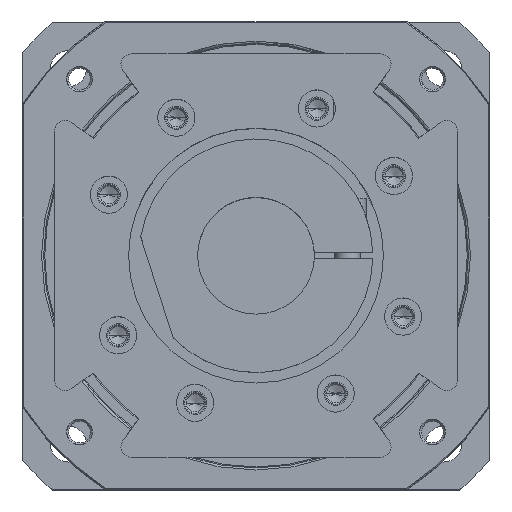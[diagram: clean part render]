
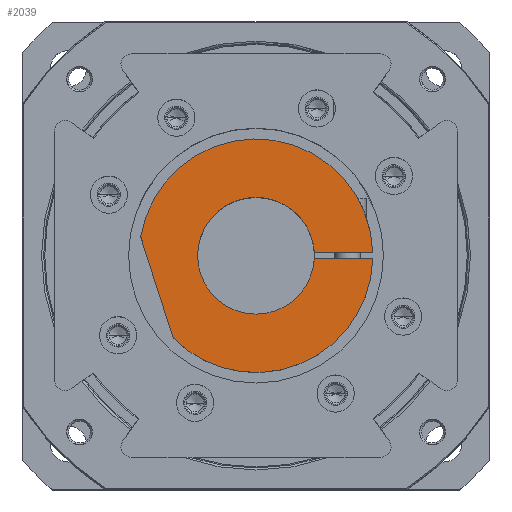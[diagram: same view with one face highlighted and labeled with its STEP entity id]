
A CAD part, top view. The second image highlights one B-rep face of the part: STEP entity #2039.
In plain terms, the highlighted planar face has unit normal (0, 0, 1).
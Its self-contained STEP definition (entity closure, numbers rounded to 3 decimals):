
#563=CARTESIAN_POINT('',(0.,0.,185.));
#564=DIRECTION('',(0.,0.,-1.));
#565=DIRECTION('',(0.999,-0.055,0.));
#566=AXIS2_PLACEMENT_3D('',#563,#564,#565);
#568=CARTESIAN_POINT('',(0.,0.,185.));
#569=DIRECTION('',(0.,0.,-1.));
#570=DIRECTION('',(0.,1.,0.));
#571=AXIS2_PLACEMENT_3D('',#568,#569,#570);
#573=DIRECTION('',(-0.305,0.953,0.));
#574=VECTOR('',#573,49.921);
#575=CARTESIAN_POINT('',(-39.081,-38.7,185.));
#576=LINE('',#575,#574);
#577=DIRECTION('',(-1.,0.,0.));
#578=VECTOR('',#577,27.52);
#579=CARTESIAN_POINT('',(54.98,1.5,185.));
#580=LINE('',#579,#578);
#581=DIRECTION('',(1.,0.,0.));
#582=VECTOR('',#581,27.52);
#583=CARTESIAN_POINT('',(27.459,-1.5,185.));
#584=LINE('',#583,#582);
#625=CARTESIAN_POINT('',(0.,0.,185.));
#626=DIRECTION('',(0.,0.,1.));
#627=DIRECTION('',(1.,0.027,0.));
#628=AXIS2_PLACEMENT_3D('',#625,#626,#627);
#630=CARTESIAN_POINT('',(0.,0.,185.));
#631=DIRECTION('',(0.,0.,1.));
#632=DIRECTION('',(-0.711,-0.704,0.));
#633=AXIS2_PLACEMENT_3D('',#630,#631,#632);
#732=CARTESIAN_POINT('',(0.,0.,185.));
#733=DIRECTION('',(0.,0.,1.));
#734=DIRECTION('',(0.,1.,0.));
#735=AXIS2_PLACEMENT_3D('',#732,#733,#734);
#1121=CARTESIAN_POINT('',(0.,27.5,185.));
#1123=VERTEX_POINT('',#1121);
#1125=CARTESIAN_POINT('',(0.,-27.5,185.));
#1127=VERTEX_POINT('',#1125);
#1137=CARTESIAN_POINT('',(27.459,-1.5,185.));
#1139=VERTEX_POINT('',#1137);
#1141=CARTESIAN_POINT('',(27.459,1.5,185.));
#1143=VERTEX_POINT('',#1141);
#1157=CARTESIAN_POINT('',(54.98,-1.5,185.));
#1158=VERTEX_POINT('',#1157);
#1159=CARTESIAN_POINT('',(54.98,1.5,185.));
#1160=VERTEX_POINT('',#1159);
#1177=CARTESIAN_POINT('',(-54.283,8.85,185.));
#1178=VERTEX_POINT('',#1177);
#1179=CARTESIAN_POINT('',(-39.081,-38.7,185.));
#1180=VERTEX_POINT('',#1179);
#2019=CARTESIAN_POINT('',(0.,0.,185.));
#2020=DIRECTION('',(0.,0.,-1.));
#2021=DIRECTION('',(0.,-1.,0.));
#2022=AXIS2_PLACEMENT_3D('',#2019,#2020,#2021);
#2023=PLANE('',#2022);
#2025=ORIENTED_EDGE('',*,*,#2024,.T.);
#2027=ORIENTED_EDGE('',*,*,#2026,.F.);
#2029=ORIENTED_EDGE('',*,*,#2028,.T.);
#2030=ORIENTED_EDGE('',*,*,#2010,.F.);
#2032=ORIENTED_EDGE('',*,*,#2031,.T.);
#2033=ORIENTED_EDGE('',*,*,#2002,.F.);
#2034=ORIENTED_EDGE('',*,*,#1985,.T.);
#2036=ORIENTED_EDGE('',*,*,#2035,.F.);
#2037=EDGE_LOOP('',(#2025,#2027,#2029,#2030,#2032,#2033,#2034,#2036));
#2038=FACE_OUTER_BOUND('',#2037,.F.);
#2039=ADVANCED_FACE('',(#2038),#2023,.F.);
#567=CIRCLE('',#566,27.5);
#572=CIRCLE('',#571,27.5);
#629=CIRCLE('',#628,55.);
#634=CIRCLE('',#633,55.);
#736=CIRCLE('',#735,27.5);
#1985=EDGE_CURVE('',#1139,#1158,#584,.T.);
#2002=EDGE_CURVE('',#1139,#1127,#567,.T.);
#2010=EDGE_CURVE('',#1123,#1143,#572,.T.);
#2024=EDGE_CURVE('',#1180,#1178,#576,.T.);
#2026=EDGE_CURVE('',#1160,#1178,#629,.T.);
#2028=EDGE_CURVE('',#1160,#1143,#580,.T.);
#2031=EDGE_CURVE('',#1123,#1127,#736,.T.);
#2035=EDGE_CURVE('',#1180,#1158,#634,.T.);
